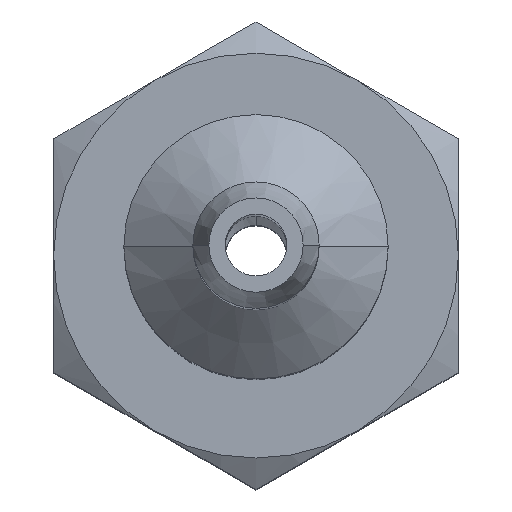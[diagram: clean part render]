
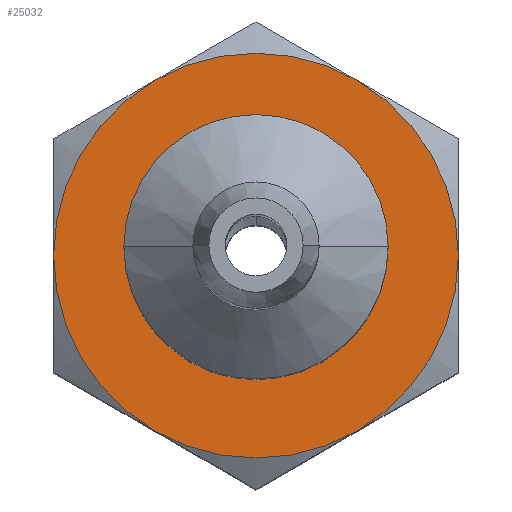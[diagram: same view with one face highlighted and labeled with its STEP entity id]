
A CAD part, top view. The second image highlights one B-rep face of the part: STEP entity #25032.
In plain terms, the highlighted planar face has unit normal (0, 0, 1).
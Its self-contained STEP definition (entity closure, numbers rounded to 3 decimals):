
#24227=CARTESIAN_POINT('',(0.,0.,0.));
#24228=DIRECTION('',(0.,0.,-1.));
#24229=DIRECTION('',(1.,0.,0.));
#24230=AXIS2_PLACEMENT_3D('',#24227,#24228,#24229);
#24232=CARTESIAN_POINT('',(0.,0.,0.));
#24233=DIRECTION('',(0.,0.,-1.));
#24234=DIRECTION('',(0.5,-0.866,0.));
#24235=AXIS2_PLACEMENT_3D('',#24232,#24233,#24234);
#24237=CARTESIAN_POINT('',(0.,0.,0.));
#24238=DIRECTION('',(0.,0.,-1.));
#24239=DIRECTION('',(-0.5,-0.866,0.));
#24240=AXIS2_PLACEMENT_3D('',#24237,#24238,#24239);
#24242=CARTESIAN_POINT('',(0.,0.,0.));
#24243=DIRECTION('',(0.,0.,-1.));
#24244=DIRECTION('',(-1.,0.,0.));
#24245=AXIS2_PLACEMENT_3D('',#24242,#24243,#24244);
#24247=CARTESIAN_POINT('',(0.,0.,0.));
#24248=DIRECTION('',(0.,0.,-1.));
#24249=DIRECTION('',(-0.5,0.866,0.));
#24250=AXIS2_PLACEMENT_3D('',#24247,#24248,#24249);
#24252=CARTESIAN_POINT('',(0.,0.,0.));
#24253=DIRECTION('',(0.,0.,-1.));
#24254=DIRECTION('',(0.5,0.866,0.));
#24255=AXIS2_PLACEMENT_3D('',#24252,#24253,#24254);
#24274=CARTESIAN_POINT('',(0.,0.,0.));
#24275=DIRECTION('',(0.,0.,-1.));
#24276=DIRECTION('',(-1.,0.,0.));
#24277=AXIS2_PLACEMENT_3D('',#24274,#24275,#24276);
#24283=CARTESIAN_POINT('',(0.,0.,0.));
#24284=DIRECTION('',(0.,0.,-1.));
#24285=DIRECTION('',(1.,0.,0.));
#24286=AXIS2_PLACEMENT_3D('',#24283,#24284,#24285);
#24697=CARTESIAN_POINT('',(3.5,0.,0.));
#24698=CARTESIAN_POINT('',(1.75,-3.031,0.));
#24699=VERTEX_POINT('',#24697);
#24700=VERTEX_POINT('',#24698);
#24701=CARTESIAN_POINT('',(-2.,0.,0.));
#24702=CARTESIAN_POINT('',(2.,0.,0.));
#24703=VERTEX_POINT('',#24701);
#24704=VERTEX_POINT('',#24702);
#24728=CARTESIAN_POINT('',(-1.75,-3.031,0.));
#24729=VERTEX_POINT('',#24728);
#24730=CARTESIAN_POINT('',(-3.5,0.,0.));
#24731=VERTEX_POINT('',#24730);
#24732=CARTESIAN_POINT('',(-1.75,3.031,0.));
#24733=CARTESIAN_POINT('',(1.75,3.031,0.));
#24734=VERTEX_POINT('',#24732);
#24735=VERTEX_POINT('',#24733);
#25008=CARTESIAN_POINT('',(-7.,0.,0.));
#25009=DIRECTION('',(0.,0.,1.));
#25010=DIRECTION('',(1.,0.,0.));
#25011=AXIS2_PLACEMENT_3D('',#25008,#25009,#25010);
#25012=PLANE('',#25011);
#25013=ORIENTED_EDGE('',*,*,#25003,.T.);
#25015=ORIENTED_EDGE('',*,*,#25014,.T.);
#25017=ORIENTED_EDGE('',*,*,#25016,.T.);
#25019=ORIENTED_EDGE('',*,*,#25018,.T.);
#25021=ORIENTED_EDGE('',*,*,#25020,.T.);
#25023=ORIENTED_EDGE('',*,*,#25022,.T.);
#25024=EDGE_LOOP('',(#25013,#25015,#25017,#25019,#25021,#25023));
#25025=FACE_OUTER_BOUND('',#25024,.F.);
#25027=ORIENTED_EDGE('',*,*,#25026,.F.);
#25029=ORIENTED_EDGE('',*,*,#25028,.F.);
#25030=EDGE_LOOP('',(#25027,#25029));
#25031=FACE_BOUND('',#25030,.F.);
#25032=ADVANCED_FACE('',(#25025,#25031),#25012,.T.);
#24231=CIRCLE('',#24230,3.5);
#24236=CIRCLE('',#24235,3.5);
#24241=CIRCLE('',#24240,3.5);
#24246=CIRCLE('',#24245,3.5);
#24251=CIRCLE('',#24250,3.5);
#24256=CIRCLE('',#24255,3.5);
#24278=CIRCLE('',#24277,2.);
#24287=CIRCLE('',#24286,2.);
#25003=EDGE_CURVE('',#24699,#24700,#24231,.T.);
#25014=EDGE_CURVE('',#24700,#24729,#24236,.T.);
#25016=EDGE_CURVE('',#24729,#24731,#24241,.T.);
#25018=EDGE_CURVE('',#24731,#24734,#24246,.T.);
#25020=EDGE_CURVE('',#24734,#24735,#24251,.T.);
#25022=EDGE_CURVE('',#24735,#24699,#24256,.T.);
#25026=EDGE_CURVE('',#24703,#24704,#24278,.T.);
#25028=EDGE_CURVE('',#24704,#24703,#24287,.T.);
